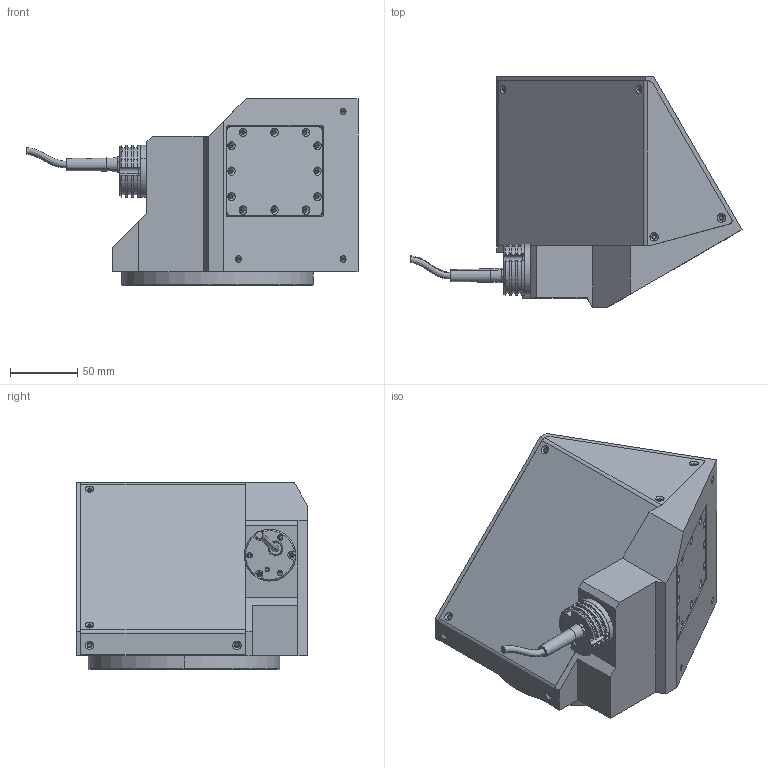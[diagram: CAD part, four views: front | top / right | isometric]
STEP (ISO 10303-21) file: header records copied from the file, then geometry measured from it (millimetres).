
FILE_DESCRIPTION (( 'STEP AP214' ), '1' );
FILE_NAME ('LTCLCR096.STEP', '2015-07-28T09:42:42', ( '' ), ( '' ), 'SwSTEP 2.0', 'SolidWorks 2013', '' );
FILE_SCHEMA (( 'AUTOMOTIVE_DESIGN' ));
Length unit declared in the file: millimetre
Products named in the file (1): LTCLCR096
Bounding box: 247.56 x 171.92 x 139 mm (x, y, z)
Surface area: 151842.7 mm2 (no closed solid volume)
Topology: 0 solids, 18 shells, 381 faces, 1143 edges, 780 vertices
Faces by surface type: cylinder 176, plane 121, cone 74, torus 6, sphere 2, bspline 2
Entity records: 17322 total; most frequent: CARTESIAN_POINT 2496, DIRECTION 2399, ORIENTED_EDGE 1928, EDGE_CURVE 1143, AXIS2_PLACEMENT_3D 889, VERTEX_POINT 780, VECTOR 621, LINE 621
